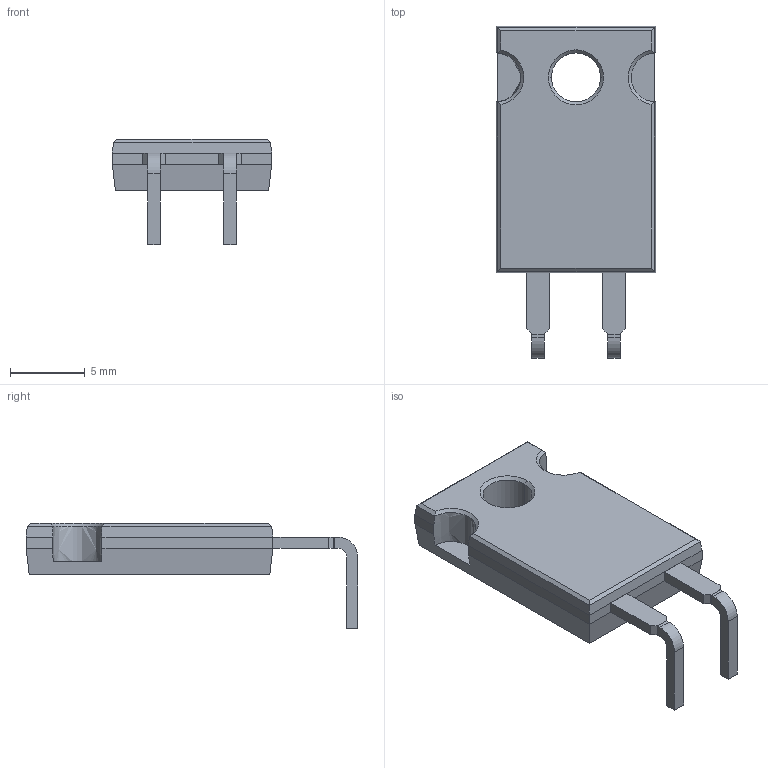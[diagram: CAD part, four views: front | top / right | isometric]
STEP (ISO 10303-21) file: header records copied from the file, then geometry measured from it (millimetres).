
FILE_DESCRIPTION((''),'2;1');
FILE_NAME('RES_CADDOCK_MP925_H.stp','2011-10-13T09:46:08',(''),(''),'Mechanical Desktop 2011','Mechanical Desktop 2011',', , ');
FILE_SCHEMA(('AUTOMOTIVE_DESIGN { 1 2 10303 214 1 1 1 1 }'));
Length unit declared in the file: millimetre
Products named in the file (1): Product
Bounding box: 10.67 x 22.21 x 7.04 mm (x, y, z)
Volume: 559.4 mm3; surface area: 798.1 mm2
Topology: 6 solids, 6 shells, 89 faces, 214 edges, 138 vertices
Faces by surface type: plane 60, bspline 18, cylinder 7, cone 4
Entity records: 2608 total; most frequent: CARTESIAN_POINT 530, ORIENTED_EDGE 428, DIRECTION 378, EDGE_CURVE 214, VECTOR 178, LINE 178, VERTEX_POINT 138, AXIS2_PLACEMENT_3D 100
